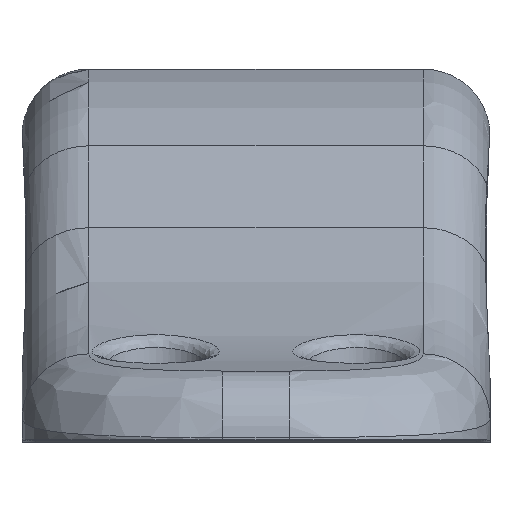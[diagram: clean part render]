
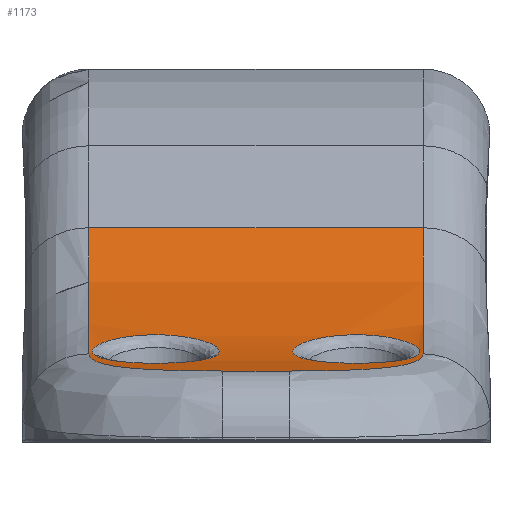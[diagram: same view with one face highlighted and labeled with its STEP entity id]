
A CAD part, top view. The second image highlights one B-rep face of the part: STEP entity #1173.
In plain terms, the highlighted cylindrical face has radius 65 mm (diameter 130 mm), a partial arc.
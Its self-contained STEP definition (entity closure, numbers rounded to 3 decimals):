
#51=FACE_BOUND('',#266,.T.);
#52=FACE_BOUND('',#267,.T.);
#65=LINE('',#2104,#111);
#66=LINE('',#2116,#112);
#111=VECTOR('',#1419,10.);
#112=VECTOR('',#1422,10.);
#156=CYLINDRICAL_SURFACE('',#1269,65.);
#185=FACE_OUTER_BOUND('',#265,.T.);
#265=EDGE_LOOP('',(#802,#803,#804,#805,#806,#807));
#266=EDGE_LOOP('',(#808));
#267=EDGE_LOOP('',(#809));
#357=B_SPLINE_CURVE_WITH_KNOTS('',3,(#2084,#2085,#2086,#2087,#2088,#2089,
#2090,#2091,#2092,#2093,#2094,#2095,#2096,#2097,#2098),.UNSPECIFIED.,.T.,
 .F.,(4,1,1,1,1,1,1,1,1,1,1,1,4),(-2.291,-2.127,-1.964,
-1.636,-1.473,-1.309,-1.145,
-0.982,-0.873,-0.655,-0.327,
-0.164,0.),.UNSPECIFIED.);
#358=B_SPLINE_CURVE_WITH_KNOTS('',3,(#2108,#2109,#2110,#2111,#2112,#2113,
#2114),.UNSPECIFIED.,.F.,.F.,(4,1,1,1,4),(4.785,5.01,
5.462,5.913,6.365),.UNSPECIFIED.);
#359=B_SPLINE_CURVE_WITH_KNOTS('',3,(#2117,#2118,#2119,#2120,#2121,#2122,
#2123),.UNSPECIFIED.,.F.,.F.,(4,1,1,1,4),(6.365,6.816,
7.042,7.493,7.945),.UNSPECIFIED.);
#360=B_SPLINE_CURVE_WITH_KNOTS('',3,(#2125,#2126,#2127,#2128,#2129,#2130,
#2131,#2132,#2133,#2134,#2135,#2136,#2137,#2138,#2139),.UNSPECIFIED.,.T.,
 .F.,(4,1,1,1,1,1,1,1,1,1,1,1,4),(-2.291,-2.127,-1.964,
-1.636,-1.418,-1.309,-1.145,
-0.982,-0.818,-0.655,-0.327,
-0.164,0.),.UNSPECIFIED.);
#410=CIRCLE('',#1270,65.);
#411=CIRCLE('',#1271,65.);
#487=VERTEX_POINT('',#2061);
#490=VERTEX_POINT('',#2100);
#491=VERTEX_POINT('',#2101);
#492=VERTEX_POINT('',#2103);
#493=VERTEX_POINT('',#2105);
#494=VERTEX_POINT('',#2107);
#495=VERTEX_POINT('',#2115);
#496=VERTEX_POINT('',#2124);
#606=EDGE_CURVE('',#487,#487,#357,.T.);
#607=EDGE_CURVE('',#490,#491,#410,.T.);
#608=EDGE_CURVE('',#492,#490,#65,.T.);
#609=EDGE_CURVE('',#493,#492,#411,.T.);
#610=EDGE_CURVE('',#494,#493,#358,.T.);
#611=EDGE_CURVE('',#495,#494,#66,.T.);
#612=EDGE_CURVE('',#491,#495,#359,.T.);
#613=EDGE_CURVE('',#496,#496,#360,.T.);
#802=ORIENTED_EDGE('',*,*,#607,.F.);
#803=ORIENTED_EDGE('',*,*,#608,.F.);
#804=ORIENTED_EDGE('',*,*,#609,.F.);
#805=ORIENTED_EDGE('',*,*,#610,.F.);
#806=ORIENTED_EDGE('',*,*,#611,.F.);
#807=ORIENTED_EDGE('',*,*,#612,.F.);
#808=ORIENTED_EDGE('',*,*,#613,.F.);
#809=ORIENTED_EDGE('',*,*,#606,.F.);
#1173=ADVANCED_FACE('',(#185,#51,#52),#156,.F.);
#1269=AXIS2_PLACEMENT_3D('',#2099,#1415,#1416);
#1270=AXIS2_PLACEMENT_3D('',#2102,#1417,#1418);
#1271=AXIS2_PLACEMENT_3D('',#2106,#1420,#1421);
#1415=DIRECTION('center_axis',(1.,0.,0.));
#1416=DIRECTION('ref_axis',(0.,-0.832,-0.555));
#1417=DIRECTION('center_axis',(-1.,0.,0.));
#1418=DIRECTION('ref_axis',(0.,-0.918,-0.397));
#1419=DIRECTION('',(1.,0.,0.));
#1420=DIRECTION('center_axis',(1.,0.,0.));
#1421=DIRECTION('ref_axis',(0.,-0.918,-0.397));
#1422=DIRECTION('',(-1.,0.,0.));
#2061=CARTESIAN_POINT('',(12.5,7.881,40.544));
#2084=CARTESIAN_POINT('Ctrl Pts',(12.5,7.881,40.544));
#2085=CARTESIAN_POINT('Ctrl Pts',(11.78,7.881,40.544));
#2086=CARTESIAN_POINT('Ctrl Pts',(10.348,7.779,40.877));
#2087=CARTESIAN_POINT('Ctrl Pts',(8.074,7.244,42.671));
#2088=CARTESIAN_POINT('Ctrl Pts',(7.384,6.511,45.604));
#2089=CARTESIAN_POINT('Ctrl Pts',(8.631,6.014,48.203));
#2090=CARTESIAN_POINT('Ctrl Pts',(10.338,5.788,49.571));
#2091=CARTESIAN_POINT('Ctrl Pts',(12.501,5.716,50.066));
#2092=CARTESIAN_POINT('Ctrl Pts',(14.419,5.78,49.625));
#2093=CARTESIAN_POINT('Ctrl Pts',(16.209,5.98,48.407));
#2094=CARTESIAN_POINT('Ctrl Pts',(17.674,6.45,45.851));
#2095=CARTESIAN_POINT('Ctrl Pts',(16.925,7.244,42.67));
#2096=CARTESIAN_POINT('Ctrl Pts',(14.652,7.779,40.878));
#2097=CARTESIAN_POINT('Ctrl Pts',(13.22,7.881,40.544));
#2098=CARTESIAN_POINT('Ctrl Pts',(12.5,7.881,40.544));
#2099=CARTESIAN_POINT('Origin',(-12.5,70.,59.68));
#2100=CARTESIAN_POINT('',(17.5,15.917,23.625));
#2101=CARTESIAN_POINT('',(17.5,6.446,46.049));
#2102=CARTESIAN_POINT('Origin',(17.5,70.,59.68));
#2103=CARTESIAN_POINT('',(-7.5,15.917,23.625));
#2104=CARTESIAN_POINT('',(-12.5,15.917,23.625));
#2105=CARTESIAN_POINT('',(-7.5,6.446,46.049));
#2106=CARTESIAN_POINT('Origin',(-7.5,70.,59.68));
#2107=CARTESIAN_POINT('',(2.5,5.145,55.334));
#2108=CARTESIAN_POINT('Ctrl Pts',(2.5,5.145,55.334));
#2109=CARTESIAN_POINT('Ctrl Pts',(1.748,5.145,55.334));
#2110=CARTESIAN_POINT('Ctrl Pts',(-0.51,5.162,55.099));
#2111=CARTESIAN_POINT('Ctrl Pts',(-3.983,5.273,53.536));
#2112=CARTESIAN_POINT('Ctrl Pts',(-6.839,5.66,50.17));
#2113=CARTESIAN_POINT('Ctrl Pts',(-7.5,6.152,47.415));
#2114=CARTESIAN_POINT('Ctrl Pts',(-7.5,6.446,46.049));
#2115=CARTESIAN_POINT('',(7.5,5.145,55.334));
#2116=CARTESIAN_POINT('',(-12.5,5.145,55.334));
#2117=CARTESIAN_POINT('Ctrl Pts',(17.5,6.446,46.049));
#2118=CARTESIAN_POINT('Ctrl Pts',(17.5,6.152,47.415));
#2119=CARTESIAN_POINT('Ctrl Pts',(17.002,5.784,49.48));
#2120=CARTESIAN_POINT('Ctrl Pts',(15.016,5.386,52.449));
#2121=CARTESIAN_POINT('Ctrl Pts',(12.015,5.183,54.692));
#2122=CARTESIAN_POINT('Ctrl Pts',(9.005,5.145,55.334));
#2123=CARTESIAN_POINT('Ctrl Pts',(7.5,5.145,55.334));
#2124=CARTESIAN_POINT('',(-2.5,7.881,40.544));
#2125=CARTESIAN_POINT('Ctrl Pts',(-2.5,7.881,40.544));
#2126=CARTESIAN_POINT('Ctrl Pts',(-3.22,7.881,40.544));
#2127=CARTESIAN_POINT('Ctrl Pts',(-4.655,7.779,40.877));
#2128=CARTESIAN_POINT('Ctrl Pts',(-6.927,7.243,42.669));
#2129=CARTESIAN_POINT('Ctrl Pts',(-7.672,6.45,45.852));
#2130=CARTESIAN_POINT('Ctrl Pts',(-6.208,5.98,48.407));
#2131=CARTESIAN_POINT('Ctrl Pts',(-4.418,5.781,49.626));
#2132=CARTESIAN_POINT('Ctrl Pts',(-2.5,5.716,50.066));
#2133=CARTESIAN_POINT('Ctrl Pts',(-0.338,5.788,49.571));
#2134=CARTESIAN_POINT('Ctrl Pts',(1.369,6.014,48.203));
#2135=CARTESIAN_POINT('Ctrl Pts',(2.616,6.511,45.604));
#2136=CARTESIAN_POINT('Ctrl Pts',(1.926,7.244,42.671));
#2137=CARTESIAN_POINT('Ctrl Pts',(-0.348,7.779,40.877));
#2138=CARTESIAN_POINT('Ctrl Pts',(-1.78,7.881,40.544));
#2139=CARTESIAN_POINT('Ctrl Pts',(-2.5,7.881,40.544));
